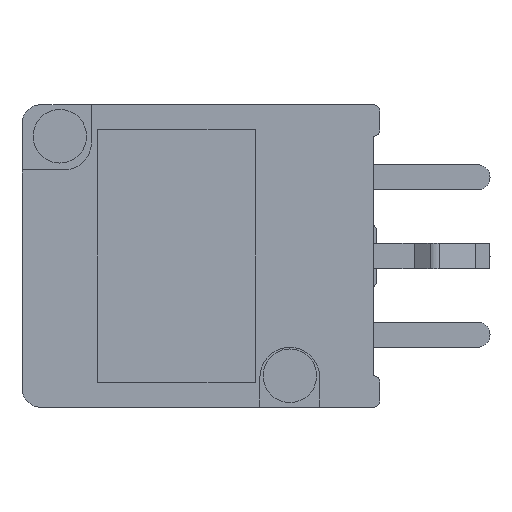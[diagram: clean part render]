
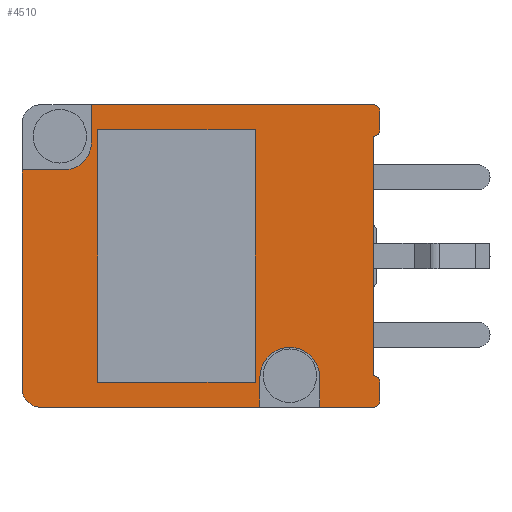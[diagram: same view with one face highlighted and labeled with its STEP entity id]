
A CAD part, left-side view. The second image highlights one B-rep face of the part: STEP entity #4510.
In plain terms, the highlighted planar face has unit normal (-1, 0, 0).
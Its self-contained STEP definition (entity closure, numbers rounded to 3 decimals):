
#138=CARTESIAN_POINT('',(-2.5,-3.65,-3.85));
#139=DIRECTION('',(-1.,0.,0.));
#140=DIRECTION('',(0.,-1.,0.));
#141=AXIS2_PLACEMENT_3D('',#138,#139,#140);
#143=CARTESIAN_POINT('',(-2.5,-3.65,-3.85));
#144=DIRECTION('',(-1.,0.,0.));
#145=DIRECTION('',(0.,0.,1.));
#146=AXIS2_PLACEMENT_3D('',#143,#144,#145);
#148=DIRECTION('',(0.,0.,-1.));
#149=VECTOR('',#148,0.95);
#150=CARTESIAN_POINT('',(-2.5,-2.7,-3.85));
#151=LINE('',#150,#149);
#152=DIRECTION('',(0.,1.,0.));
#153=VECTOR('',#152,6.95);
#154=CARTESIAN_POINT('',(-2.5,-2.7,-4.8));
#155=LINE('',#154,#153);
#156=CARTESIAN_POINT('',(-2.5,4.25,-4.2));
#157=DIRECTION('',(1.,0.,0.));
#158=DIRECTION('',(0.,0.,-1.));
#159=AXIS2_PLACEMENT_3D('',#156,#157,#158);
#161=DIRECTION('',(0.,0.,1.));
#162=VECTOR('',#161,6.93);
#163=CARTESIAN_POINT('',(-2.5,4.85,-4.2));
#164=LINE('',#163,#162);
#165=CARTESIAN_POINT('',(-2.5,3.508,3.588));
#166=DIRECTION('',(-1.,0.,0.));
#167=DIRECTION('',(0.,0.,-1.));
#168=AXIS2_PLACEMENT_3D('',#165,#166,#167);
#170=DIRECTION('',(0.,0.,1.));
#171=VECTOR('',#170,1.212);
#172=CARTESIAN_POINT('',(-2.5,2.65,3.588));
#173=LINE('',#172,#171);
#174=DIRECTION('',(0.,-1.,0.));
#175=VECTOR('',#174,8.95);
#176=CARTESIAN_POINT('',(-2.5,2.65,4.8));
#177=LINE('',#176,#175);
#178=CARTESIAN_POINT('',(-2.5,-6.3,4.6));
#179=DIRECTION('',(1.,0.,0.));
#180=DIRECTION('',(0.,0.,1.));
#181=AXIS2_PLACEMENT_3D('',#178,#179,#180);
#183=CARTESIAN_POINT('',(-2.5,-6.3,4.));
#184=DIRECTION('',(1.,0.,0.));
#185=DIRECTION('',(0.,-1.,0.));
#186=AXIS2_PLACEMENT_3D('',#183,#184,#185);
#188=DIRECTION('',(0.,0.,-1.));
#189=VECTOR('',#188,7.6);
#190=CARTESIAN_POINT('',(-2.5,-6.3,3.8));
#191=LINE('',#190,#189);
#192=CARTESIAN_POINT('',(-2.5,-6.3,-4.));
#193=DIRECTION('',(1.,0.,0.));
#194=DIRECTION('',(0.,0.,1.));
#195=AXIS2_PLACEMENT_3D('',#192,#193,#194);
#197=CARTESIAN_POINT('',(-2.5,-6.3,-4.6));
#198=DIRECTION('',(1.,0.,0.));
#199=DIRECTION('',(0.,-1.,0.));
#200=AXIS2_PLACEMENT_3D('',#197,#198,#199);
#202=DIRECTION('',(0.,1.,0.));
#203=VECTOR('',#202,1.7);
#204=CARTESIAN_POINT('',(-2.5,-6.3,-4.8));
#205=LINE('',#204,#203);
#206=DIRECTION('',(0.,0.,-1.));
#207=VECTOR('',#206,0.95);
#208=CARTESIAN_POINT('',(-2.5,-4.6,-3.85));
#209=LINE('',#208,#207);
#300=DIRECTION('',(0.,0.,1.));
#301=VECTOR('',#300,0.6);
#302=CARTESIAN_POINT('',(-2.5,-6.5,-4.6));
#303=LINE('',#302,#301);
#553=DIRECTION('',(0.,1.,0.));
#554=VECTOR('',#553,1.342);
#555=CARTESIAN_POINT('',(-2.5,3.508,2.73));
#556=LINE('',#555,#554);
#3143=DIRECTION('',(0.,0.,1.));
#3144=VECTOR('',#3143,0.6);
#3145=CARTESIAN_POINT('',(-2.5,-6.5,4.));
#3146=LINE('',#3145,#3144);
#3147=DIRECTION('',(0.,1.,0.));
#3148=VECTOR('',#3147,5.);
#3149=CARTESIAN_POINT('',(-2.5,-2.55,-4.));
#3150=LINE('',#3149,#3148);
#3155=DIRECTION('',(0.,0.,1.));
#3156=VECTOR('',#3155,8.);
#3157=CARTESIAN_POINT('',(-2.5,2.45,-4.));
#3158=LINE('',#3157,#3156);
#3163=DIRECTION('',(0.,-1.,0.));
#3164=VECTOR('',#3163,5.);
#3165=CARTESIAN_POINT('',(-2.5,2.45,4.));
#3166=LINE('',#3165,#3164);
#3171=DIRECTION('',(0.,0.,-1.));
#3172=VECTOR('',#3171,8.);
#3173=CARTESIAN_POINT('',(-2.5,-2.55,4.));
#3174=LINE('',#3173,#3172);
#3869=CARTESIAN_POINT('',(-2.5,-6.3,4.8));
#3870=VERTEX_POINT('',#3869);
#3871=CARTESIAN_POINT('',(-2.5,2.65,4.8));
#3872=VERTEX_POINT('',#3871);
#3885=CARTESIAN_POINT('',(-2.5,4.85,2.73));
#3886=VERTEX_POINT('',#3885);
#3887=CARTESIAN_POINT('',(-2.5,4.85,-4.2));
#3888=VERTEX_POINT('',#3887);
#3897=CARTESIAN_POINT('',(-2.5,3.508,2.73));
#3898=VERTEX_POINT('',#3897);
#3899=CARTESIAN_POINT('',(-2.5,2.65,3.588));
#3900=VERTEX_POINT('',#3899);
#3901=CARTESIAN_POINT('',(-2.5,-4.6,-3.85));
#3902=CARTESIAN_POINT('',(-2.5,-4.6,-4.8));
#3903=VERTEX_POINT('',#3901);
#3904=VERTEX_POINT('',#3902);
#3905=CARTESIAN_POINT('',(-2.5,-3.65,-2.9));
#3906=VERTEX_POINT('',#3905);
#3907=CARTESIAN_POINT('',(-2.5,-2.7,-3.85));
#3908=VERTEX_POINT('',#3907);
#3909=CARTESIAN_POINT('',(-2.5,-2.7,-4.8));
#3910=VERTEX_POINT('',#3909);
#3911=CARTESIAN_POINT('',(-2.5,4.25,-4.8));
#3912=VERTEX_POINT('',#3911);
#3913=CARTESIAN_POINT('',(-2.5,-6.5,4.6));
#3914=VERTEX_POINT('',#3913);
#3915=CARTESIAN_POINT('',(-2.5,-6.5,4.));
#3916=VERTEX_POINT('',#3915);
#3917=CARTESIAN_POINT('',(-2.5,-6.3,3.8));
#3918=VERTEX_POINT('',#3917);
#3919=CARTESIAN_POINT('',(-2.5,-6.3,-3.8));
#3920=VERTEX_POINT('',#3919);
#3921=CARTESIAN_POINT('',(-2.5,-6.5,-4.));
#3922=VERTEX_POINT('',#3921);
#3923=CARTESIAN_POINT('',(-2.5,-6.5,-4.6));
#3924=VERTEX_POINT('',#3923);
#3925=CARTESIAN_POINT('',(-2.5,-6.3,-4.8));
#3926=VERTEX_POINT('',#3925);
#3927=CARTESIAN_POINT('',(-2.5,-2.55,-4.));
#3928=CARTESIAN_POINT('',(-2.5,2.45,-4.));
#3929=VERTEX_POINT('',#3927);
#3930=VERTEX_POINT('',#3928);
#3931=CARTESIAN_POINT('',(-2.5,-2.55,4.));
#3932=VERTEX_POINT('',#3931);
#3933=CARTESIAN_POINT('',(-2.5,2.45,4.));
#3934=VERTEX_POINT('',#3933);
#4457=CARTESIAN_POINT('',(-2.5,4.85,-4.2));
#4458=DIRECTION('',(-1.,0.,0.));
#4459=DIRECTION('',(0.,0.,1.));
#4460=AXIS2_PLACEMENT_3D('',#4457,#4458,#4459);
#4461=PLANE('',#4460);
#4463=ORIENTED_EDGE('',*,*,#4462,.F.);
#4465=ORIENTED_EDGE('',*,*,#4464,.T.);
#4467=ORIENTED_EDGE('',*,*,#4466,.T.);
#4469=ORIENTED_EDGE('',*,*,#4468,.T.);
#4471=ORIENTED_EDGE('',*,*,#4470,.T.);
#4473=ORIENTED_EDGE('',*,*,#4472,.T.);
#4475=ORIENTED_EDGE('',*,*,#4474,.T.);
#4477=ORIENTED_EDGE('',*,*,#4476,.F.);
#4479=ORIENTED_EDGE('',*,*,#4478,.T.);
#4481=ORIENTED_EDGE('',*,*,#4480,.T.);
#4483=ORIENTED_EDGE('',*,*,#4482,.T.);
#4485=ORIENTED_EDGE('',*,*,#4484,.T.);
#4487=ORIENTED_EDGE('',*,*,#4486,.F.);
#4488=ORIENTED_EDGE('',*,*,#4449,.T.);
#4489=ORIENTED_EDGE('',*,*,#4361,.T.);
#4491=ORIENTED_EDGE('',*,*,#4490,.T.);
#4493=ORIENTED_EDGE('',*,*,#4492,.F.);
#4495=ORIENTED_EDGE('',*,*,#4494,.T.);
#4497=ORIENTED_EDGE('',*,*,#4496,.T.);
#4498=EDGE_LOOP('',(#4463,#4465,#4467,#4469,#4471,#4473,#4475,#4477,#4479,#4481,
#4483,#4485,#4487,#4488,#4489,#4491,#4493,#4495,#4497));
#4499=FACE_OUTER_BOUND('',#4498,.F.);
#4501=ORIENTED_EDGE('',*,*,#4500,.F.);
#4503=ORIENTED_EDGE('',*,*,#4502,.F.);
#4505=ORIENTED_EDGE('',*,*,#4504,.F.);
#4507=ORIENTED_EDGE('',*,*,#4506,.F.);
#4508=EDGE_LOOP('',(#4501,#4503,#4505,#4507));
#4509=FACE_BOUND('',#4508,.F.);
#4510=ADVANCED_FACE('',(#4499,#4509),#4461,.T.);
#142=CIRCLE('',#141,0.95);
#147=CIRCLE('',#146,0.95);
#160=CIRCLE('',#159,0.6);
#169=CIRCLE('',#168,0.858);
#182=CIRCLE('',#181,0.2);
#187=CIRCLE('',#186,0.2);
#196=CIRCLE('',#195,0.2);
#201=CIRCLE('',#200,0.2);
#4361=EDGE_CURVE('',#3918,#3920,#191,.T.);
#4449=EDGE_CURVE('',#3916,#3918,#187,.T.);
#4462=EDGE_CURVE('',#3903,#3904,#209,.T.);
#4464=EDGE_CURVE('',#3903,#3906,#142,.T.);
#4466=EDGE_CURVE('',#3906,#3908,#147,.T.);
#4468=EDGE_CURVE('',#3908,#3910,#151,.T.);
#4470=EDGE_CURVE('',#3910,#3912,#155,.T.);
#4472=EDGE_CURVE('',#3912,#3888,#160,.T.);
#4474=EDGE_CURVE('',#3888,#3886,#164,.T.);
#4476=EDGE_CURVE('',#3898,#3886,#556,.T.);
#4478=EDGE_CURVE('',#3898,#3900,#169,.T.);
#4480=EDGE_CURVE('',#3900,#3872,#173,.T.);
#4482=EDGE_CURVE('',#3872,#3870,#177,.T.);
#4484=EDGE_CURVE('',#3870,#3914,#182,.T.);
#4486=EDGE_CURVE('',#3916,#3914,#3146,.T.);
#4490=EDGE_CURVE('',#3920,#3922,#196,.T.);
#4492=EDGE_CURVE('',#3924,#3922,#303,.T.);
#4494=EDGE_CURVE('',#3924,#3926,#201,.T.);
#4496=EDGE_CURVE('',#3926,#3904,#205,.T.);
#4500=EDGE_CURVE('',#3929,#3930,#3150,.T.);
#4502=EDGE_CURVE('',#3932,#3929,#3174,.T.);
#4504=EDGE_CURVE('',#3934,#3932,#3166,.T.);
#4506=EDGE_CURVE('',#3930,#3934,#3158,.T.);
